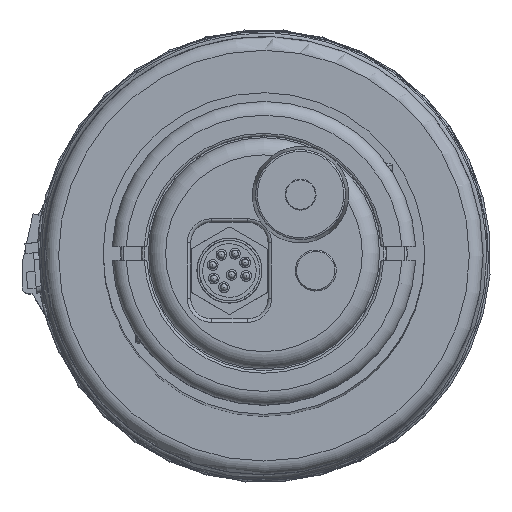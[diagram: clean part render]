
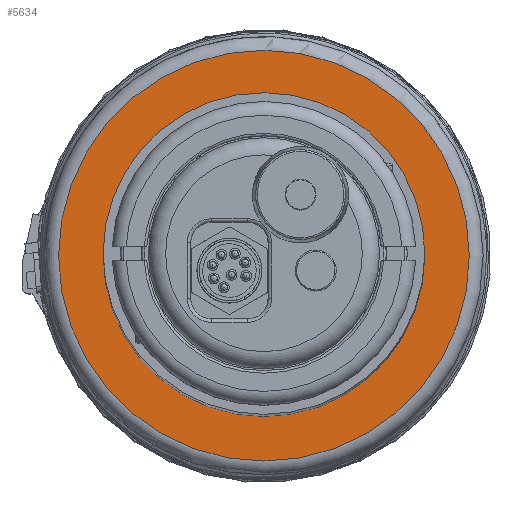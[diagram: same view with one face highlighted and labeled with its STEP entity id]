
A CAD part, top view. The second image highlights one B-rep face of the part: STEP entity #5634.
In plain terms, the highlighted planar face has unit normal (0, 0, 1).
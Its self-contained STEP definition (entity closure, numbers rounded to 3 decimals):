
#84=FACE_BOUND('',#744,.T.);
#231=PLANE('',#6057);
#420=FACE_OUTER_BOUND('',#743,.T.);
#743=EDGE_LOOP('',(#4177));
#744=EDGE_LOOP('',(#4178));
#1145=CIRCLE('',#6058,59.5);
#1146=CIRCLE('',#6059,39.25);
#2396=VERTEX_POINT('',#9186);
#2397=VERTEX_POINT('',#9188);
#3037=EDGE_CURVE('',#2396,#2396,#1145,.T.);
#3038=EDGE_CURVE('',#2397,#2397,#1146,.T.);
#4177=ORIENTED_EDGE('',*,*,#3037,.F.);
#4178=ORIENTED_EDGE('',*,*,#3038,.F.);
#5634=ADVANCED_FACE('',(#420,#84),#231,.T.);
#6057=AXIS2_PLACEMENT_3D('',#9185,#7142,#7143);
#6058=AXIS2_PLACEMENT_3D('',#9187,#7144,#7145);
#6059=AXIS2_PLACEMENT_3D('',#9189,#7146,#7147);
#7142=DIRECTION('center_axis',(0.,0.,
1.));
#7143=DIRECTION('ref_axis',(0.,1.,0.));
#7144=DIRECTION('center_axis',(0.,0.,
-1.));
#7145=DIRECTION('ref_axis',(1.,0.,0.));
#7146=DIRECTION('center_axis',(0.,0.,
1.));
#7147=DIRECTION('ref_axis',(-1.,0.,0.));
#9185=CARTESIAN_POINT('Origin',(-49.475,0.,
-73.1));
#9186=CARTESIAN_POINT('',(0.,-59.5,-73.1));
#9187=CARTESIAN_POINT('Origin',(0.,0.,
-73.1));
#9188=CARTESIAN_POINT('',(-39.25,0.,-73.1));
#9189=CARTESIAN_POINT('Origin',(0.,0.,
-73.1));
